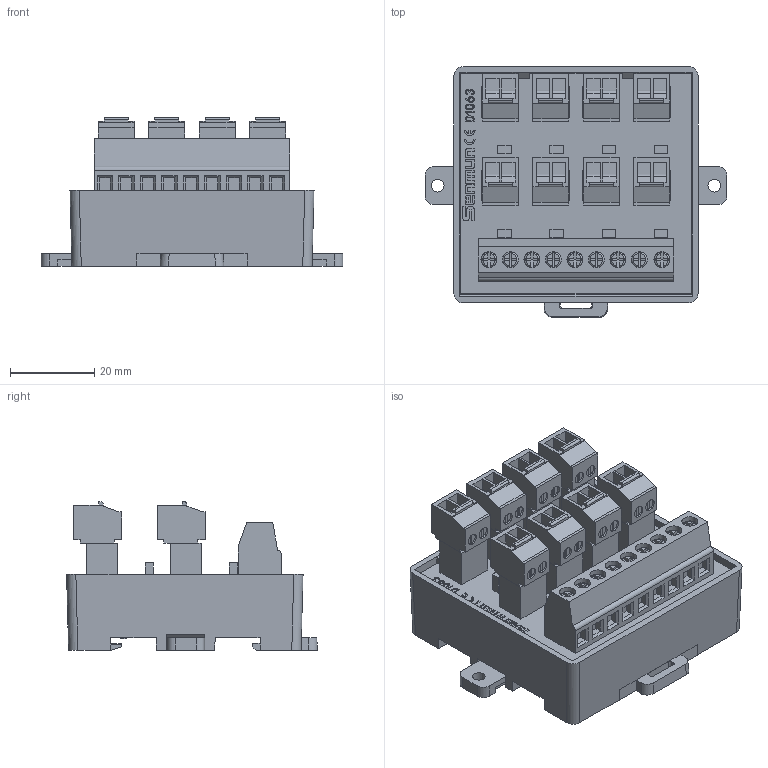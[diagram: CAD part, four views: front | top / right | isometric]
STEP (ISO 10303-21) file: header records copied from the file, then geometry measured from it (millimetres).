
FILE_DESCRIPTION(/* description */ (''),/* implementation_level */ '2;1');
FILE_NAME(/* name */ 'D1063-E 3D.stp',/* time_stamp */ '2024-08-15T18:40:13+08:00',/* author */ (''),/* organization */ (''),/* preprocessor_version */ 'ST-DEVELOPER v14',/* originating_system */ 'SIEMENS PLM Software NX 8.0',/* authorisation */ '');
FILE_SCHEMA (('AUTOMOTIVE_DESIGN { 1 0 10303 214 3 1 1 1 }'));
Length unit declared in the file: millimetre
Products named in the file (1): D1063-E 3D_stp
Bounding box: 71.6 x 59.51 x 35.25 mm (x, y, z)
Volume: 64532.1 mm3; surface area: 22702.8 mm2
Topology: 3 solids, 3 shells, 1150 faces, 2980 edges, 1938 vertices
Faces by surface type: plane 971, cylinder 143, torus 18, extrusion 12, cone 4, bspline 2
Full cylindrical faces by diameter (mm): 2.7 x16, 2.8 x16, 3 x2, 3.8 x9
Entity records: 36632 total; most frequent: CARTESIAN_POINT 7528, ORIENTED_EDGE 5836, DIRECTION 5442, EDGE_CURVE 2918, VECTOR 2436, LINE 2424, VERTEX_POINT 1922, AXIS2_PLACEMENT_3D 1503
